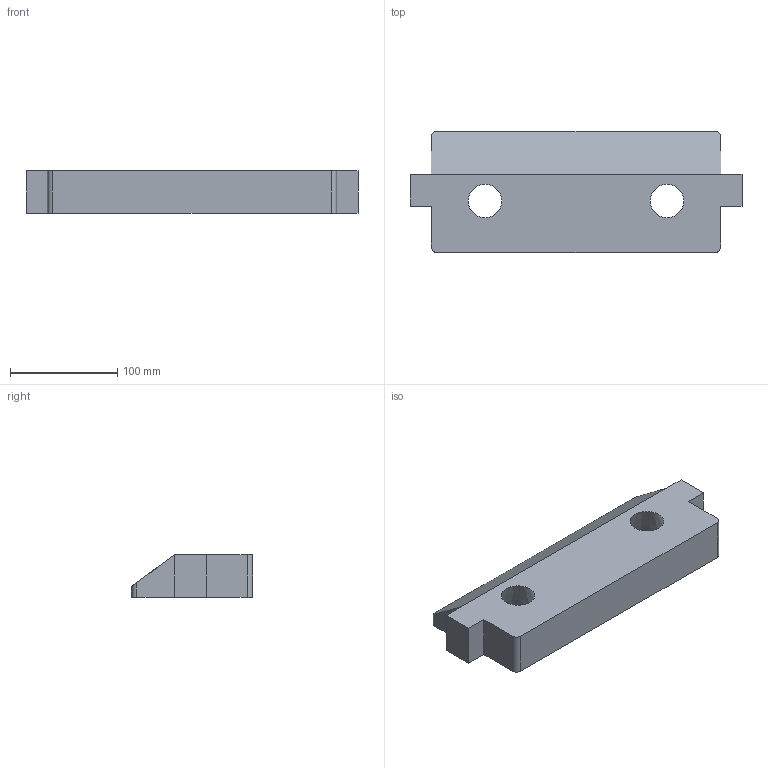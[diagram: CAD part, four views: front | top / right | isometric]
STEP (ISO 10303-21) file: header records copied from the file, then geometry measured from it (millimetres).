
FILE_DESCRIPTION(/* description */ (''),/* implementation_level */ '2;1');
FILE_NAME(/* name */ 'Attache outil_ Flasque arrière.stp',/* time_stamp */ '2024-04-17T11:22:20+02:00',/* author */ ('Antoine'),/* organization */ (''),/* preprocessor_version */ 'ST-DEVELOPER v18.1',/* originating_system */ 'Autodesk Inventor 2021',/* authorisation */ '');
FILE_SCHEMA (('AUTOMOTIVE_DESIGN { 1 0 10303 214 3 1 1 }'));
Length unit declared in the file: millimetre
Products named in the file (1): Attache outil_ Flasque arrière
Bounding box: 310 x 113 x 40 mm (x, y, z)
Volume: 969007.2 mm3; surface area: 94581.6 mm2
Topology: 1 solids, 1 shells, 25 faces, 67 edges, 46 vertices
Faces by surface type: plane 17, cylinder 4, cone 4
Entity records: 876 total; most frequent: DIRECTION 139, CARTESIAN_POINT 139, ORIENTED_EDGE 134, EDGE_CURVE 67, LINE 47, VECTOR 47, VERTEX_POINT 46, AXIS2_PLACEMENT_3D 46
